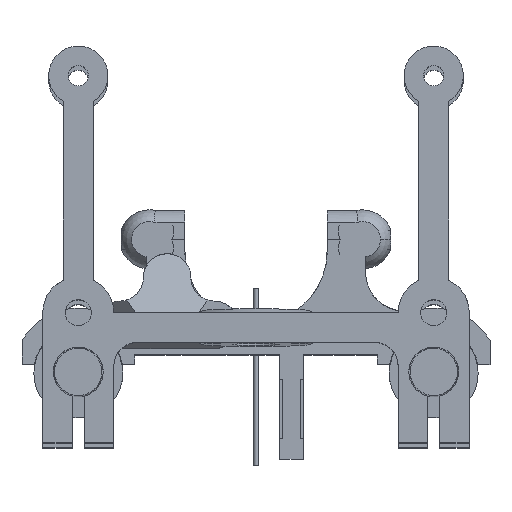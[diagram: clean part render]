
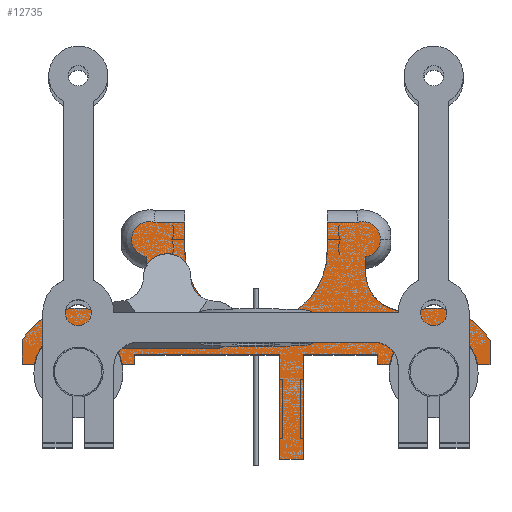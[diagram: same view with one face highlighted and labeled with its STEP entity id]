
A CAD part, top view. The second image highlights one B-rep face of the part: STEP entity #12735.
In plain terms, the highlighted face is planar.
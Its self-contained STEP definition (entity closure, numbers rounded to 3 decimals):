
#4709 = EDGE_CURVE('',#4710,#4712,#4714,.T.);
#4710 = VERTEX_POINT('',#4711);
#4711 = CARTESIAN_POINT('',(-39.5,-5.545,-24.5));
#4712 = VERTEX_POINT('',#4713);
#4713 = CARTESIAN_POINT('',(-25.5,-10.037,-24.5));
#4714 = CIRCLE('',#4715,11.);
#4715 = AXIS2_PLACEMENT_3D('',#4716,#4717,#4718);
#4716 = CARTESIAN_POINT('',(-30.,0.,-24.5));
#4717 = DIRECTION('',(0.,0.,1.));
#4718 = DIRECTION('',(1.,0.,0.));
#4935 = VERTEX_POINT('',#4936);
#4936 = CARTESIAN_POINT('',(-25.5,-10.519,-24.5));
#4949 = EDGE_CURVE('',#4935,#4712,#4950,.T.);
#4950 = LINE('',#4951,#4952);
#4951 = CARTESIAN_POINT('',(-25.5,-22.5,-24.5));
#4952 = VECTOR('',#4953,1.);
#4953 = DIRECTION('',(0.,1.,0.));
#5005 = EDGE_CURVE('',#5006,#5008,#5010,.T.);
#5006 = VERTEX_POINT('',#5007);
#5007 = CARTESIAN_POINT('',(-20.5,-3.1,-24.5));
#5008 = VERTEX_POINT('',#5009);
#5009 = CARTESIAN_POINT('',(-20.5,-1.5,-24.5));
#5010 = LINE('',#5011,#5012);
#5011 = CARTESIAN_POINT('',(-20.5,-7.25,-24.5));
#5012 = VECTOR('',#5013,1.);
#5013 = DIRECTION('',(0.,1.,0.));
#5807 = VERTEX_POINT('',#5808);
#5808 = CARTESIAN_POINT('',(-39.5,-1.5,-24.5));
#5823 = EDGE_CURVE('',#4710,#5807,#5824,.T.);
#5824 = LINE('',#5825,#5826);
#5825 = CARTESIAN_POINT('',(-39.5,-7.25,-24.5));
#5826 = VECTOR('',#5827,1.);
#5827 = DIRECTION('',(0.,1.,0.));
#5840 = VERTEX_POINT('',#5841);
#5841 = CARTESIAN_POINT('',(-37.451,-1.5,-24.5));
#5847 = EDGE_CURVE('',#5840,#5807,#5848,.T.);
#5848 = LINE('',#5849,#5850);
#5849 = CARTESIAN_POINT('',(-34.75,-1.5,-24.5));
#5850 = VECTOR('',#5851,1.);
#5851 = DIRECTION('',(-1.,0.,0.));
#5871 = VERTEX_POINT('',#5872);
#5872 = CARTESIAN_POINT('',(-22.549,-1.5,-24.5));
#5878 = EDGE_CURVE('',#5871,#5840,#5879,.T.);
#5879 = CIRCLE('',#5880,7.6);
#5880 = AXIS2_PLACEMENT_3D('',#5881,#5882,#5883);
#5881 = CARTESIAN_POINT('',(-30.,0.,-24.5));
#5882 = DIRECTION('',(0.,0.,-1.));
#5883 = DIRECTION('',(1.,0.,0.));
#5902 = EDGE_CURVE('',#5008,#5871,#5903,.T.);
#5903 = LINE('',#5904,#5905);
#5904 = CARTESIAN_POINT('',(-34.75,-1.5,-24.5));
#5905 = VECTOR('',#5906,1.);
#5906 = DIRECTION('',(-1.,0.,0.));
#5924 = EDGE_CURVE('',#4935,#5925,#5927,.T.);
#5925 = VERTEX_POINT('',#5926);
#5926 = CARTESIAN_POINT('',(-18.5,-17.,-24.5));
#5927 = CIRCLE('',#5928,6.5);
#5928 = AXIS2_PLACEMENT_3D('',#5929,#5930,#5931);
#5929 = CARTESIAN_POINT('',(-25.,-17.,-24.5));
#5930 = DIRECTION('',(0.,0.,-1.));
#5931 = DIRECTION('',(1.,0.,0.));
#5966 = EDGE_CURVE('',#5006,#5967,#5969,.T.);
#5967 = VERTEX_POINT('',#5968);
#5968 = CARTESIAN_POINT('',(4.,-3.1,-24.5));
#5969 = LINE('',#5970,#5971);
#5970 = CARTESIAN_POINT('',(-25.,-3.1,-24.5));
#5971 = VECTOR('',#5972,1.);
#5972 = DIRECTION('',(1.,0.,0.));
#6200 = VERTEX_POINT('',#6201);
#6201 = CARTESIAN_POINT('',(20.5,-3.1,-24.5));
#6207 = EDGE_CURVE('',#6208,#6200,#6210,.T.);
#6208 = VERTEX_POINT('',#6209);
#6209 = CARTESIAN_POINT('',(8.,-3.1,-24.5));
#6210 = LINE('',#6211,#6212);
#6211 = CARTESIAN_POINT('',(-25.,-3.1,-24.5));
#6212 = VECTOR('',#6213,1.);
#6213 = DIRECTION('',(1.,0.,0.));
#6257 = EDGE_CURVE('',#6258,#6260,#6262,.T.);
#6258 = VERTEX_POINT('',#6259);
#6259 = CARTESIAN_POINT('',(25.5,-10.037,-24.5));
#6260 = VERTEX_POINT('',#6261);
#6261 = CARTESIAN_POINT('',(39.5,-5.545,-24.5));
#6262 = CIRCLE('',#6263,11.);
#6263 = AXIS2_PLACEMENT_3D('',#6264,#6265,#6266);
#6264 = CARTESIAN_POINT('',(30.,0.,-24.5));
#6265 = DIRECTION('',(0.,0.,1.));
#6266 = DIRECTION('',(1.,0.,0.));
#6470 = VERTEX_POINT('',#6471);
#6471 = CARTESIAN_POINT('',(18.5,-17.,-24.5));
#6479 = EDGE_CURVE('',#6470,#6480,#6482,.T.);
#6480 = VERTEX_POINT('',#6481);
#6481 = CARTESIAN_POINT('',(25.5,-10.519,-24.5));
#6482 = CIRCLE('',#6483,6.5);
#6483 = AXIS2_PLACEMENT_3D('',#6484,#6485,#6486);
#6484 = CARTESIAN_POINT('',(25.,-17.,-24.5));
#6485 = DIRECTION('',(0.,0.,-1.));
#6486 = DIRECTION('',(1.,0.,0.));
#6596 = EDGE_CURVE('',#6597,#6599,#6601,.T.);
#6597 = VERTEX_POINT('',#6598);
#6598 = CARTESIAN_POINT('',(-12.,-20.5,-24.5));
#6599 = VERTEX_POINT('',#6600);
#6600 = CARTESIAN_POINT('',(12.,-20.5,-24.5));
#6601 = CIRCLE('',#6602,12.);
#6602 = AXIS2_PLACEMENT_3D('',#6603,#6604,#6605);
#6603 = CARTESIAN_POINT('',(0.,-20.5,-24.5));
#6604 = DIRECTION('',(0.,0.,-1.));
#6605 = DIRECTION('',(1.,0.,0.));
#6765 = EDGE_CURVE('',#6766,#6766,#6768,.T.);
#6766 = VERTEX_POINT('',#6767);
#6767 = CARTESIAN_POINT('',(-13.35,-16.,-24.5));
#6768 = CIRCLE('',#6769,1.65);
#6769 = AXIS2_PLACEMENT_3D('',#6770,#6771,#6772);
#6770 = CARTESIAN_POINT('',(-15.,-16.,-24.5));
#6771 = DIRECTION('',(0.,0.,-1.));
#6772 = DIRECTION('',(1.,0.,0.));
#6986 = EDGE_CURVE('',#5925,#6987,#6989,.T.);
#6987 = VERTEX_POINT('',#6988);
#6988 = CARTESIAN_POINT('',(-18.5,-19.642,-24.5));
#6989 = LINE('',#6990,#6991);
#6990 = CARTESIAN_POINT('',(-18.5,-26.446,-24.5));
#6991 = VECTOR('',#6992,1.);
#6992 = DIRECTION('',(0.,-1.,0.));
#7013 = EDGE_CURVE('',#6987,#7014,#7016,.T.);
#7014 = VERTEX_POINT('',#7015);
#7015 = CARTESIAN_POINT('',(-17.232,-25.5,-24.5));
#7016 = CIRCLE('',#7017,3.);
#7017 = AXIS2_PLACEMENT_3D('',#7018,#7019,#7020);
#7018 = CARTESIAN_POINT('',(-18.,-22.6,-24.5));
#7019 = DIRECTION('',(0.,0.,1.));
#7020 = DIRECTION('',(1.,0.,0.));
#7192 = VERTEX_POINT('',#7193);
#7193 = CARTESIAN_POINT('',(-12.,-25.5,-24.5));
#7200 = EDGE_CURVE('',#7192,#7014,#7201,.T.);
#7201 = LINE('',#7202,#7203);
#7202 = CARTESIAN_POINT('',(-23.,-25.5,-24.5));
#7203 = VECTOR('',#7204,1.);
#7204 = DIRECTION('',(-1.,-0.,0.));
#7219 = EDGE_CURVE('',#6597,#7192,#7220,.T.);
#7220 = LINE('',#7221,#7222);
#7221 = CARTESIAN_POINT('',(-12.,-28.196,-24.5));
#7222 = VECTOR('',#7223,1.);
#7223 = DIRECTION('',(0.,-1.,0.));
#7275 = VERTEX_POINT('',#7276);
#7276 = CARTESIAN_POINT('',(12.,-25.5,-24.5));
#7283 = EDGE_CURVE('',#6599,#7275,#7284,.T.);
#7284 = LINE('',#7285,#7286);
#7285 = CARTESIAN_POINT('',(12.,-28.196,-24.5));
#7286 = VECTOR('',#7287,1.);
#7287 = DIRECTION('',(0.,-1.,0.));
#7337 = VERTEX_POINT('',#7338);
#7338 = CARTESIAN_POINT('',(17.232,-25.5,-24.5));
#7388 = EDGE_CURVE('',#7337,#7275,#7389,.T.);
#7389 = LINE('',#7390,#7391);
#7390 = CARTESIAN_POINT('',(-23.,-25.5,-24.5));
#7391 = VECTOR('',#7392,1.);
#7392 = DIRECTION('',(-1.,-0.,0.));
#7415 = EDGE_CURVE('',#7337,#7416,#7418,.T.);
#7416 = VERTEX_POINT('',#7417);
#7417 = CARTESIAN_POINT('',(21.,-22.6,-24.5));
#7418 = CIRCLE('',#7419,3.);
#7419 = AXIS2_PLACEMENT_3D('',#7420,#7421,#7422);
#7420 = CARTESIAN_POINT('',(18.,-22.6,-24.5));
#7421 = DIRECTION('',(0.,0.,1.));
#7422 = DIRECTION('',(1.,0.,0.));
#7589 = EDGE_CURVE('',#7416,#7590,#7592,.T.);
#7590 = VERTEX_POINT('',#7591);
#7591 = CARTESIAN_POINT('',(18.5,-19.642,-24.5));
#7592 = CIRCLE('',#7593,3.);
#7593 = AXIS2_PLACEMENT_3D('',#7594,#7595,#7596);
#7594 = CARTESIAN_POINT('',(18.,-22.6,-24.5));
#7595 = DIRECTION('',(0.,0.,1.));
#7596 = DIRECTION('',(1.,0.,0.));
#7613 = EDGE_CURVE('',#6470,#7590,#7614,.T.);
#7614 = LINE('',#7615,#7616);
#7615 = CARTESIAN_POINT('',(18.5,-26.446,-24.5));
#7616 = VECTOR('',#7617,1.);
#7617 = DIRECTION('',(0.,-1.,0.));
#7638 = EDGE_CURVE('',#6480,#6258,#7639,.T.);
#7639 = LINE('',#7640,#7641);
#7640 = CARTESIAN_POINT('',(25.5,-22.5,-24.5));
#7641 = VECTOR('',#7642,1.);
#7642 = DIRECTION('',(0.,1.,0.));
#7653 = EDGE_CURVE('',#5967,#7654,#7656,.T.);
#7654 = VERTEX_POINT('',#7655);
#7655 = CARTESIAN_POINT('',(4.,14.5,-24.5));
#7656 = LINE('',#7657,#7658);
#7657 = CARTESIAN_POINT('',(4.,-4.5,-24.5));
#7658 = VECTOR('',#7659,1.);
#7659 = DIRECTION('',(0.,1.,0.));
#8014 = EDGE_CURVE('',#6208,#8015,#8017,.T.);
#8015 = VERTEX_POINT('',#8016);
#8016 = CARTESIAN_POINT('',(8.,14.5,-24.5));
#8017 = LINE('',#8018,#8019);
#8018 = CARTESIAN_POINT('',(8.,-4.5,-24.5));
#8019 = VECTOR('',#8020,1.);
#8020 = DIRECTION('',(0.,1.,0.));
#8343 = EDGE_CURVE('',#6200,#8344,#8346,.T.);
#8344 = VERTEX_POINT('',#8345);
#8345 = CARTESIAN_POINT('',(20.5,-1.5,-24.5));
#8346 = LINE('',#8347,#8348);
#8347 = CARTESIAN_POINT('',(20.5,-7.25,-24.5));
#8348 = VECTOR('',#8349,1.);
#8349 = DIRECTION('',(0.,1.,0.));
#8451 = VERTEX_POINT('',#8452);
#8452 = CARTESIAN_POINT('',(39.5,-1.5,-24.5));
#8467 = EDGE_CURVE('',#6260,#8451,#8468,.T.);
#8468 = LINE('',#8469,#8470);
#8469 = CARTESIAN_POINT('',(39.5,-7.25,-24.5));
#8470 = VECTOR('',#8471,1.);
#8471 = DIRECTION('',(0.,1.,0.));
#9276 = EDGE_CURVE('',#7654,#8015,#9277,.T.);
#9277 = LINE('',#9278,#9279);
#9278 = CARTESIAN_POINT('',(4.,14.5,-24.5));
#9279 = VECTOR('',#9280,1.);
#9280 = DIRECTION('',(1.,0.,0.));
#12408 = VERTEX_POINT('',#12409);
#12409 = CARTESIAN_POINT('',(22.549,-1.5,-24.5));
#12415 = EDGE_CURVE('',#12408,#8344,#12416,.T.);
#12416 = LINE('',#12417,#12418);
#12417 = CARTESIAN_POINT('',(25.25,-1.5,-24.5));
#12418 = VECTOR('',#12419,1.);
#12419 = DIRECTION('',(-1.,0.,0.));
#12439 = VERTEX_POINT('',#12440);
#12440 = CARTESIAN_POINT('',(37.451,-1.5,-24.5));
#12446 = EDGE_CURVE('',#12439,#12408,#12447,.T.);
#12447 = CIRCLE('',#12448,7.6);
#12448 = AXIS2_PLACEMENT_3D('',#12449,#12450,#12451);
#12449 = CARTESIAN_POINT('',(30.,0.,-24.5));
#12450 = DIRECTION('',(0.,0.,-1.));
#12451 = DIRECTION('',(1.,0.,0.));
#12470 = EDGE_CURVE('',#8451,#12439,#12471,.T.);
#12471 = LINE('',#12472,#12473);
#12472 = CARTESIAN_POINT('',(25.25,-1.5,-24.5));
#12473 = VECTOR('',#12474,1.);
#12474 = DIRECTION('',(-1.,0.,0.));
#12735 = ADVANCED_FACE('',(#12736,#12769),#12772,.T.);
#12736 = FACE_BOUND('',#12737,.T.);
#12737 = EDGE_LOOP('',(#12738,#12739,#12740,#12741,#12742,#12743,#12744,
    #12745,#12746,#12747,#12748,#12749,#12750,#12751,#12752,#12753,
    #12754,#12755,#12756,#12757,#12758,#12759,#12760,#12761,#12762,
    #12763,#12764,#12765,#12766,#12767,#12768));
#12738 = ORIENTED_EDGE('',*,*,#5823,.T.);
#12739 = ORIENTED_EDGE('',*,*,#5847,.F.);
#12740 = ORIENTED_EDGE('',*,*,#5878,.F.);
#12741 = ORIENTED_EDGE('',*,*,#5902,.F.);
#12742 = ORIENTED_EDGE('',*,*,#5005,.F.);
#12743 = ORIENTED_EDGE('',*,*,#5966,.T.);
#12744 = ORIENTED_EDGE('',*,*,#7653,.T.);
#12745 = ORIENTED_EDGE('',*,*,#9276,.T.);
#12746 = ORIENTED_EDGE('',*,*,#8014,.F.);
#12747 = ORIENTED_EDGE('',*,*,#6207,.T.);
#12748 = ORIENTED_EDGE('',*,*,#8343,.T.);
#12749 = ORIENTED_EDGE('',*,*,#12415,.F.);
#12750 = ORIENTED_EDGE('',*,*,#12446,.F.);
#12751 = ORIENTED_EDGE('',*,*,#12470,.F.);
#12752 = ORIENTED_EDGE('',*,*,#8467,.F.);
#12753 = ORIENTED_EDGE('',*,*,#6257,.F.);
#12754 = ORIENTED_EDGE('',*,*,#7638,.F.);
#12755 = ORIENTED_EDGE('',*,*,#6479,.F.);
#12756 = ORIENTED_EDGE('',*,*,#7613,.T.);
#12757 = ORIENTED_EDGE('',*,*,#7589,.F.);
#12758 = ORIENTED_EDGE('',*,*,#7415,.F.);
#12759 = ORIENTED_EDGE('',*,*,#7388,.T.);
#12760 = ORIENTED_EDGE('',*,*,#7283,.F.);
#12761 = ORIENTED_EDGE('',*,*,#6596,.F.);
#12762 = ORIENTED_EDGE('',*,*,#7219,.T.);
#12763 = ORIENTED_EDGE('',*,*,#7200,.T.);
#12764 = ORIENTED_EDGE('',*,*,#7013,.F.);
#12765 = ORIENTED_EDGE('',*,*,#6986,.F.);
#12766 = ORIENTED_EDGE('',*,*,#5924,.F.);
#12767 = ORIENTED_EDGE('',*,*,#4949,.T.);
#12768 = ORIENTED_EDGE('',*,*,#4709,.F.);
#12769 = FACE_BOUND('',#12770,.T.);
#12770 = EDGE_LOOP('',(#12771));
#12771 = ORIENTED_EDGE('',*,*,#6765,.F.);
#12772 = PLANE('',#12773);
#12773 = AXIS2_PLACEMENT_3D('',#12774,#12775,#12776);
#12774 = CARTESIAN_POINT('',(0.81,-8.141,-24.5));
#12775 = DIRECTION('',(-0.,-0.,-1.));
#12776 = DIRECTION('',(-1.,0.,0.));
